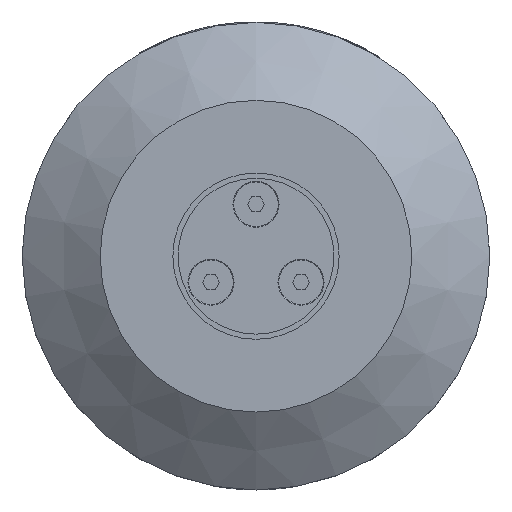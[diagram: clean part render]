
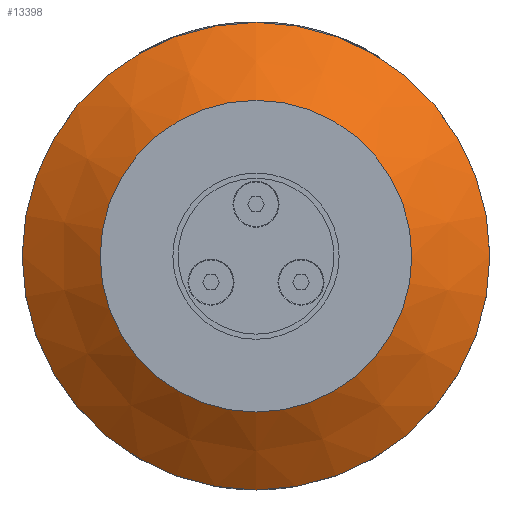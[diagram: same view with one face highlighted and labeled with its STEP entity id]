
A CAD part, left-side view. The second image highlights one B-rep face of the part: STEP entity #13398.
In plain terms, the highlighted conical face has half-angle 54.652 degrees and reference radius 26.25 mm.
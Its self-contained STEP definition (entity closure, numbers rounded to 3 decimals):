
#2182=FACE_OUTER_BOUND('',#2972,.T.);
#2972=EDGE_LOOP('',(#11611,#11612,#11613,#11614,#11615,#11616));
#3803=LINE('',#29173,#4577);
#4577=VECTOR('',#17335,26.25);
#4949=CIRCLE('',#14524,31.5);
#4950=CIRCLE('',#14525,31.5);
#4951=CIRCLE('',#14527,21.);
#4952=CIRCLE('',#14528,21.);
#6199=VERTEX_POINT('',#29163);
#6200=VERTEX_POINT('',#29164);
#6201=VERTEX_POINT('',#29169);
#6202=VERTEX_POINT('',#29170);
#8041=EDGE_CURVE('',#6199,#6200,#4949,.T.);
#8042=EDGE_CURVE('',#6200,#6199,#4950,.T.);
#8044=EDGE_CURVE('',#6201,#6202,#4951,.T.);
#8045=EDGE_CURVE('',#6202,#6201,#4952,.T.);
#8046=EDGE_CURVE('',#6202,#6200,#3803,.T.);
#11611=ORIENTED_EDGE('',*,*,#8044,.F.);
#11612=ORIENTED_EDGE('',*,*,#8045,.F.);
#11613=ORIENTED_EDGE('',*,*,#8046,.T.);
#11614=ORIENTED_EDGE('',*,*,#8042,.T.);
#11615=ORIENTED_EDGE('',*,*,#8041,.T.);
#11616=ORIENTED_EDGE('',*,*,#8046,.F.);
#12118=CONICAL_SURFACE('',#14526,26.25,0.954);
#13398=ADVANCED_FACE('',(#2182),#12118,.T.);
#14524=AXIS2_PLACEMENT_3D('',#29165,#17324,#17325);
#14525=AXIS2_PLACEMENT_3D('',#29166,#17326,#17327);
#14526=AXIS2_PLACEMENT_3D('',#29168,#17329,#17330);
#14527=AXIS2_PLACEMENT_3D('',#29171,#17331,#17332);
#14528=AXIS2_PLACEMENT_3D('',#29172,#17333,#17334);
#17324=DIRECTION('center_axis',(-1.,0.,0.));
#17325=DIRECTION('ref_axis',(0.,0.,1.));
#17326=DIRECTION('center_axis',(-1.,0.,0.));
#17327=DIRECTION('ref_axis',(0.,0.,1.));
#17329=DIRECTION('center_axis',(1.,0.,0.));
#17330=DIRECTION('ref_axis',(0.,0.,1.));
#17331=DIRECTION('center_axis',(-1.,0.,0.));
#17332=DIRECTION('ref_axis',(0.,0.,1.));
#17333=DIRECTION('center_axis',(-1.,0.,0.));
#17334=DIRECTION('ref_axis',(0.,0.,1.));
#17335=DIRECTION('',(0.579,0.,-0.816));
#29163=CARTESIAN_POINT('',(-195.952,0.,-19.234));
#29164=CARTESIAN_POINT('',(-195.952,0.,-82.234));
#29165=CARTESIAN_POINT('Origin',(-195.952,0.,-50.734));
#29166=CARTESIAN_POINT('Origin',(-195.952,0.,-50.734));
#29168=CARTESIAN_POINT('Origin',(-199.676,0.,-50.734));
#29169=CARTESIAN_POINT('',(-203.399,0.,-29.734));
#29170=CARTESIAN_POINT('',(-203.399,0.,-71.734));
#29171=CARTESIAN_POINT('Origin',(-203.399,0.,-50.734));
#29172=CARTESIAN_POINT('Origin',(-203.399,0.,-50.734));
#29173=CARTESIAN_POINT('',(-199.676,0.,-76.984));
